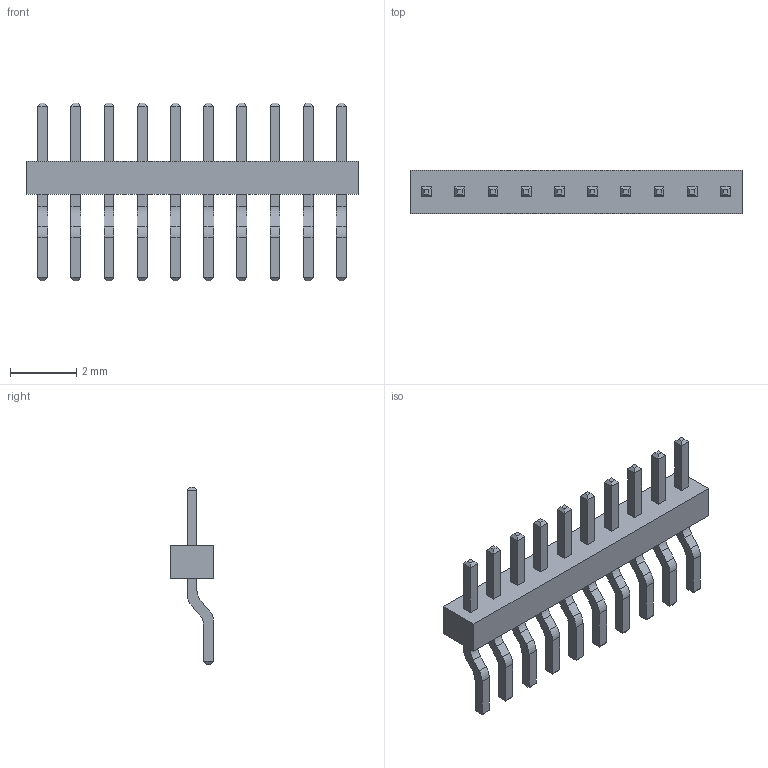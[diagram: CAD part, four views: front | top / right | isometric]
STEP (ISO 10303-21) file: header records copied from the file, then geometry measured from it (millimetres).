
FILE_DESCRIPTION((''),'2;1');
FILE_NAME('FPH10029-S10B1014010000M-1018_ASM','2023-08-07T',('工程三'),(''),'PRO/ENGINEER BY PARAMETRIC TECHNOLOGY CORPORATION, 2010280','PRO/ENGINEER BY PARAMETRIC TECHNOLOGY CORPORATION, 2010280','');
FILE_SCHEMA(('CONFIG_CONTROL_DESIGN'));
Length unit declared in the file: millimetre
Products named in the file (3): 00_2; MANIFOLD_SOLID_BREP_2159; FPH10029-S10B1014010000M-1018_ASM
Assembly tree (11 placements, depth 2):
  FPH10029-S10B1014010000M-1018_ASM
    00_2
    MANIFOLD_SOLID_BREP_2159  x10
Bounding box: 10 x 1.3 x 5.35 mm (x, y, z)
Volume: 17 mm3; surface area: 125.4 mm2
Topology: 11 solids, 11 shells, 266 faces, 652 edges, 408 vertices
Faces by surface type: plane 226, cylinder 40
Entity records: 2292 total; most frequent: CARTESIAN_POINT 386, ORIENTED_EDGE 368, DIRECTION 356, EDGE_CURVE 184, VECTOR 176, LINE 176, VERTEX_POINT 120, AXIS2_PLACEMENT_3D 90
